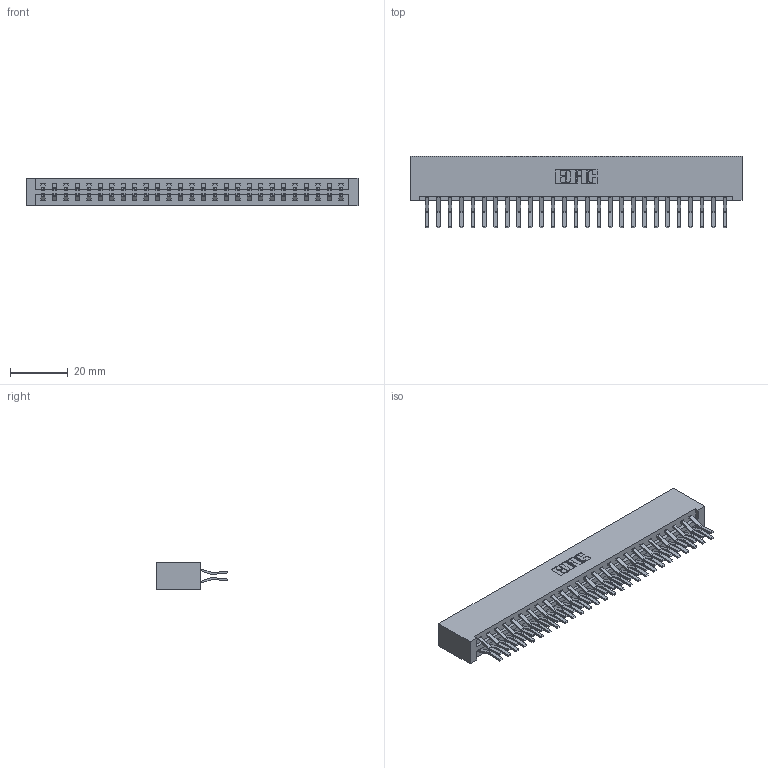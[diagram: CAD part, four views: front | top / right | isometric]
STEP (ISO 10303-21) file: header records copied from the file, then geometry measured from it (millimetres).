
FILE_DESCRIPTION (( 'STEP AP203' ), '1' );
FILE_NAME ('337-054-560-201.STEP', '2018-08-10T01:52:51', ( '' ), ( '' ), 'SwSTEP 2.0', 'SolidWorks 2016', '' );
FILE_SCHEMA (( 'CONFIG_CONTROL_DESIGN' ));
Length unit declared in the file: inch
Products named in the file (3): 337 Part_No Mounting Lugs; 345-292-001_560 Tail; 337-054-560-201
Assembly tree (55 placements, depth 2):
  337-054-560-201
    337 Part_No Mounting Lugs
    345-292-001_560 Tail  x54
Bounding box: 114.86 x 24.78 x 9.4 mm (x, y, z)
Volume: 13019.8 mm3; surface area: 15653.7 mm2
Topology: 55 solids, 55 shells, 3130 faces, 9305 edges, 6130 vertices
Faces by surface type: plane 2118, cylinder 1012
Entity records: 22685 total; most frequent: CARTESIAN_POINT 3834, ORIENTED_EDGE 3770, DIRECTION 3285, EDGE_CURVE 1885, LINE 1761, VECTOR 1761, VERTEX_POINT 1254, AXIS2_PLACEMENT_3D 762
